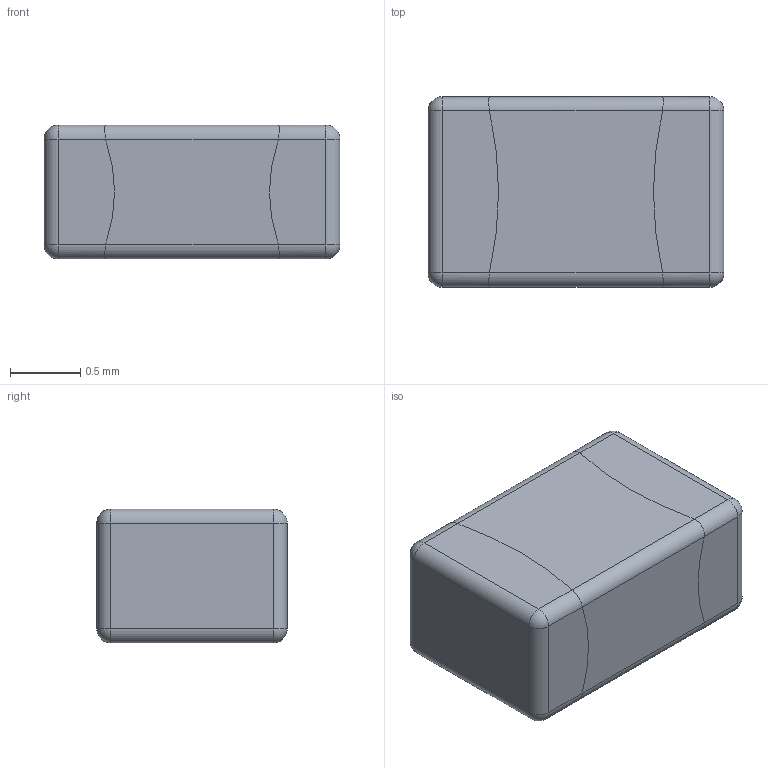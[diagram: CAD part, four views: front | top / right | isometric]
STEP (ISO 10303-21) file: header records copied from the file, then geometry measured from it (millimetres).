
FILE_DESCRIPTION (( 'STEP AP214' ), '1' );
FILE_NAME ('CAPC-0805-T0.95-BN.STEP', '2020-10-30T06:58:19', ( '' ), ( '' ), 'SwSTEP 2.0', 'SolidWorks 2020', '' );
FILE_SCHEMA (( 'AUTOMOTIVE_DESIGN' ));
Length unit declared in the file: millimetre
Products named in the file (1): CAPC-0805-T0.95-BN
Bounding box: 2.1 x 1.35 x 0.95 mm (x, y, z)
Volume: 2.7 mm3; surface area: 11.5 mm2
Topology: 1 solids, 1 shells, 42 faces, 104 edges, 56 vertices
Faces by surface type: cylinder 20, plane 14, sphere 8
Entity records: 1346 total; most frequent: CARTESIAN_POINT 259, DIRECTION 222, ORIENTED_EDGE 192, EDGE_CURVE 96, AXIS2_PLACEMENT_3D 91, VERTEX_POINT 56, CIRCLE 48, EDGE_LOOP 42
